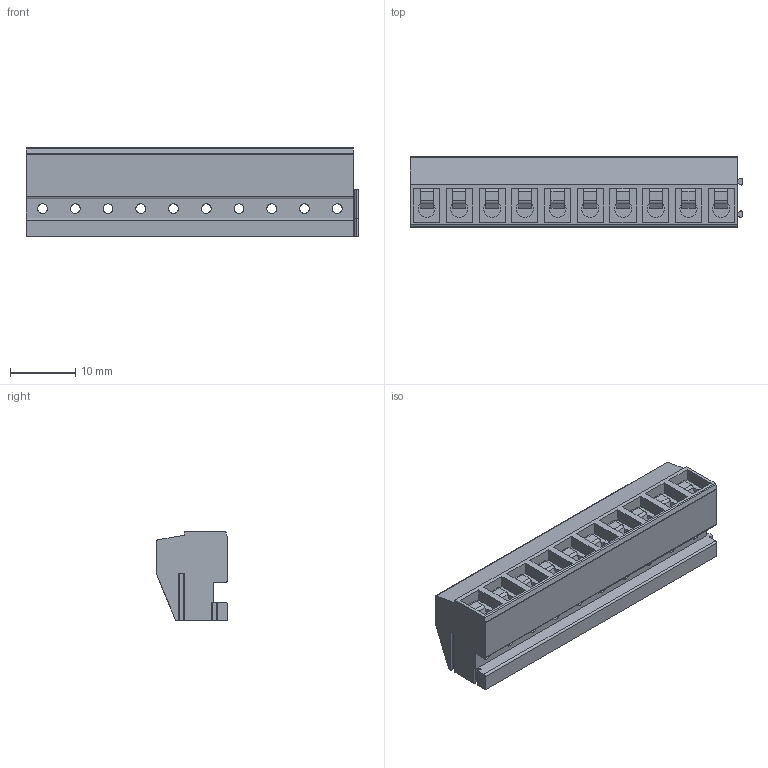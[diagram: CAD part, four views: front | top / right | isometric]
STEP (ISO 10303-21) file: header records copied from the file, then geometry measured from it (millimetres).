
FILE_DESCRIPTION((''),'2;1');
FILE_NAME('PRT0329','2024-11-20T14:17:03',('sheji'),(''),'CREO PARAMETRIC BY PTC INC, 2018100','CREO PARAMETRIC BY PTC INC, 2018100','');
FILE_SCHEMA(('CONFIG_CONTROL_DESIGN'));
Length unit declared in the file: millimetre
Products named in the file (1): PRT0329
Bounding box: 50.7 x 10.8 x 13.5 mm (x, y, z)
Volume: 4659.1 mm3; surface area: 4924.9 mm2
Topology: 1 solids, 1 shells, 595 faces, 1722 edges, 1147 vertices
Faces by surface type: plane 356, cylinder 239
Entity records: 20177 total; most frequent: CARTESIAN_POINT 3956, ORIENTED_EDGE 3444, DIRECTION 3348, EDGE_CURVE 1722, VECTOR 1164, LINE 1164, VERTEX_POINT 1147, AXIS2_PLACEMENT_3D 1092
